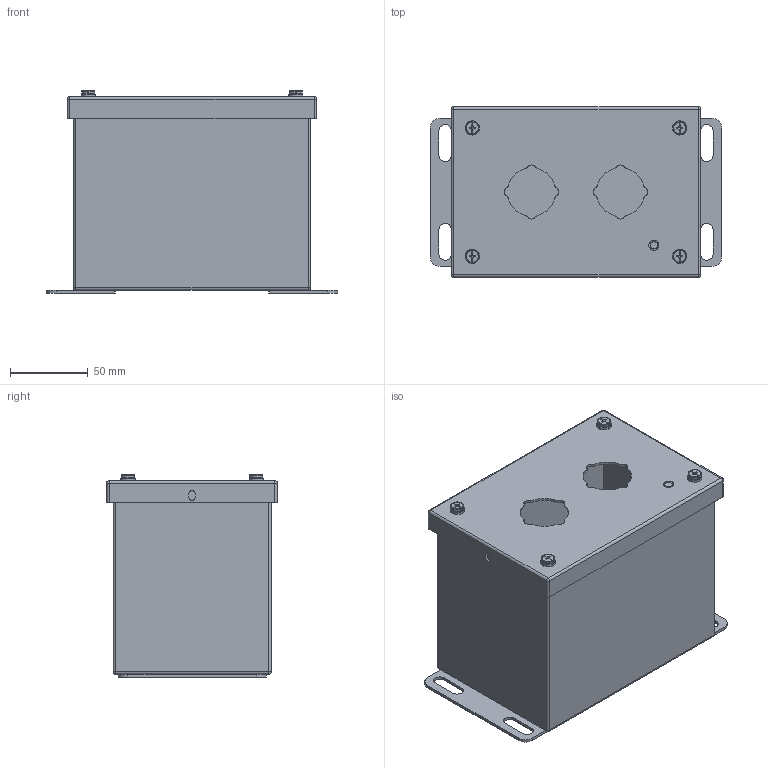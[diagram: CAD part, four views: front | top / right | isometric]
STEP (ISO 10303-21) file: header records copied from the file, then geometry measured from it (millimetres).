
FILE_DESCRIPTION (( 'STEP AP214' ), '1' );
FILE_NAME ('SCE-2PBX-RAL1018.STEP', '2021-08-07T17:46:17', ( '' ), ( '' ), 'SwSTEP 2.0', 'SolidWorks 2021', '' );
FILE_SCHEMA (( 'AUTOMOTIVE_DESIGN' ));
Length unit declared in the file: inch
Products named in the file (1): SCE-2PBX-RAL1018
Bounding box: 187.32 x 109.73 x 130.14 mm (x, y, z)
Volume: 180661.3 mm3; surface area: 236252.4 mm2
Topology: 19 solids, 19 shells, 567 faces, 1428 edges, 832 vertices
Faces by surface type: plane 209, cylinder 188, bspline 128, sphere 24, cone 18
Full cylindrical faces by diameter (mm): 3.708 x4, 4.775 x5, 4.826 x5, 5.588 x4, 6.35 x4, 6.502 x1, 6.604 x4, 6.756 x4, 6.858 x4, 7.112 x1, 7.417 x8, 8.052 x4, 8.484 x4, 8.636 x4, 9.195 x4, 11.092 x4
Entity records: 26745 total; most frequent: CARTESIAN_POINT 7358, ORIENTED_EDGE 2320, DIRECTION 2310, EDGE_CURVE 1160, AXIS2_PLACEMENT_3D 886, VERTEX_POINT 774, EDGE_LOOP 744, FACE_OUTER_BOUND 663
